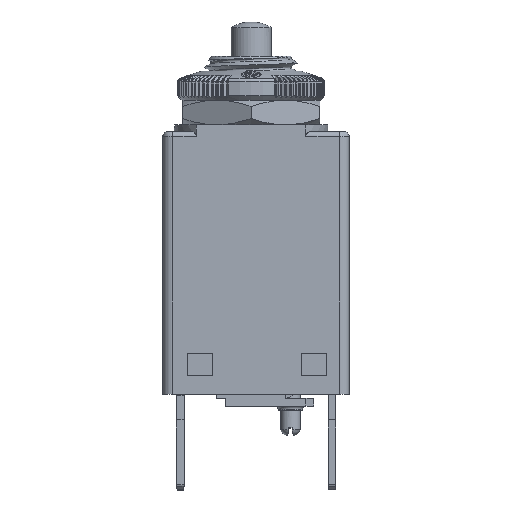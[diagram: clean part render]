
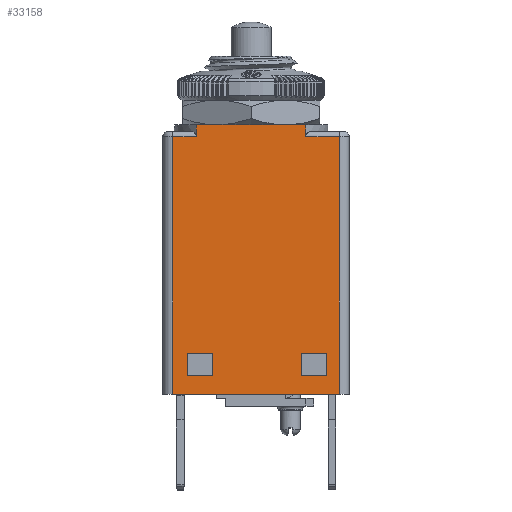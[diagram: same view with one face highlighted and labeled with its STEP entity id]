
A CAD part, top view. The second image highlights one B-rep face of the part: STEP entity #33158.
In plain terms, the highlighted planar face has unit normal (0, 0, 1).
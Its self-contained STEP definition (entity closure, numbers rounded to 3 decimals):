
#10878=DIRECTION('',(1.,0.,0.));
#10879=VECTOR('',#10878,2.5);
#10880=CARTESIAN_POINT('',(-6.45,2.87,5.5));
#10881=LINE('',#10880,#10879);
#10882=DIRECTION('',(0.,1.,0.));
#10883=VECTOR('',#10882,2.3);
#10884=CARTESIAN_POINT('',(-3.95,2.87,5.5));
#10885=LINE('',#10884,#10883);
#10886=DIRECTION('',(-1.,0.,0.));
#10887=VECTOR('',#10886,2.5);
#10888=CARTESIAN_POINT('',(-3.95,5.17,5.5));
#10889=LINE('',#10888,#10887);
#10890=DIRECTION('',(0.,-1.,0.));
#10891=VECTOR('',#10890,2.3);
#10892=CARTESIAN_POINT('',(-6.45,5.17,5.5));
#10893=LINE('',#10892,#10891);
#10894=DIRECTION('',(0.,-1.,0.));
#10895=VECTOR('',#10894,2.3);
#10896=CARTESIAN_POINT('',(5.15,5.17,5.5));
#10897=LINE('',#10896,#10895);
#10898=DIRECTION('',(1.,0.,0.));
#10899=VECTOR('',#10898,2.5);
#10900=CARTESIAN_POINT('',(5.15,2.87,5.5));
#10901=LINE('',#10900,#10899);
#10902=DIRECTION('',(0.,1.,0.));
#10903=VECTOR('',#10902,2.3);
#10904=CARTESIAN_POINT('',(7.65,2.87,5.5));
#10905=LINE('',#10904,#10903);
#10906=DIRECTION('',(-1.,0.,0.));
#10907=VECTOR('',#10906,2.5);
#10908=CARTESIAN_POINT('',(7.65,5.17,5.5));
#10909=LINE('',#10908,#10907);
#10910=DIRECTION('',(-1.,0.,0.));
#10911=VECTOR('',#10910,1.257);
#10912=CARTESIAN_POINT('',(5.587,28.5,5.5));
#10913=LINE('',#10912,#10911);
#10914=DIRECTION('',(-1.,0.,0.));
#10915=VECTOR('',#10914,3.413);
#10916=CARTESIAN_POINT('',(9.,27.3,5.5));
#10917=LINE('',#10916,#10915);
#10918=DIRECTION('',(0.,1.,0.));
#10919=VECTOR('',#10918,26.3);
#10920=CARTESIAN_POINT('',(9.,1.,5.5));
#10921=LINE('',#10920,#10919);
#10922=DIRECTION('',(1.,0.,0.));
#10923=VECTOR('',#10922,17.);
#10924=CARTESIAN_POINT('',(-8.,1.,5.5));
#10925=LINE('',#10924,#10923);
#10926=DIRECTION('',(0.,-1.,0.));
#10927=VECTOR('',#10926,26.3);
#10928=CARTESIAN_POINT('',(-8.,27.3,5.5));
#10929=LINE('',#10928,#10927);
#10930=DIRECTION('',(-1.,0.,0.));
#10931=VECTOR('',#10930,2.413);
#10932=CARTESIAN_POINT('',(-5.587,27.3,5.5));
#10933=LINE('',#10932,#10931);
#10934=DIRECTION('',(-1.,0.,0.));
#10935=VECTOR('',#10934,1.257);
#10936=CARTESIAN_POINT('',(-4.33,28.5,5.5));
#10937=LINE('',#10936,#10935);
#10938=DIRECTION('',(1.,0.,0.));
#10939=VECTOR('',#10938,8.66);
#10940=CARTESIAN_POINT('',(-4.33,28.5,5.5));
#10941=LINE('',#10940,#10939);
#11621=DIRECTION('',(0.,-1.,0.));
#11622=VECTOR('',#11621,1.2);
#11623=CARTESIAN_POINT('',(-5.587,28.5,5.5));
#11624=LINE('',#11623,#11622);
#15173=DIRECTION('',(0.,1.,0.));
#15174=VECTOR('',#15173,1.2);
#15175=CARTESIAN_POINT('',(5.587,27.3,5.5));
#15176=LINE('',#15175,#15174);
#17940=CARTESIAN_POINT('',(-5.587,28.5,5.5));
#17942=VERTEX_POINT('',#17940);
#17943=CARTESIAN_POINT('',(5.587,28.5,5.5));
#17945=VERTEX_POINT('',#17943);
#17999=CARTESIAN_POINT('',(-6.45,2.87,5.5));
#18000=CARTESIAN_POINT('',(-3.95,2.87,5.5));
#18001=VERTEX_POINT('',#17999);
#18002=VERTEX_POINT('',#18000);
#18003=CARTESIAN_POINT('',(-3.95,5.17,5.5));
#18004=VERTEX_POINT('',#18003);
#18005=CARTESIAN_POINT('',(-6.45,5.17,5.5));
#18006=VERTEX_POINT('',#18005);
#18007=CARTESIAN_POINT('',(5.15,5.17,5.5));
#18008=CARTESIAN_POINT('',(5.15,2.87,5.5));
#18009=VERTEX_POINT('',#18007);
#18010=VERTEX_POINT('',#18008);
#18011=CARTESIAN_POINT('',(7.65,2.87,5.5));
#18012=VERTEX_POINT('',#18011);
#18013=CARTESIAN_POINT('',(7.65,5.17,5.5));
#18014=VERTEX_POINT('',#18013);
#18117=CARTESIAN_POINT('',(-8.,1.,5.5));
#18119=VERTEX_POINT('',#18117);
#18122=CARTESIAN_POINT('',(9.,1.,5.5));
#18124=VERTEX_POINT('',#18122);
#18149=CARTESIAN_POINT('',(-8.,27.3,5.5));
#18150=VERTEX_POINT('',#18149);
#18153=CARTESIAN_POINT('',(-5.587,27.3,5.5));
#18154=VERTEX_POINT('',#18153);
#18161=CARTESIAN_POINT('',(9.,27.3,5.5));
#18162=CARTESIAN_POINT('',(5.587,27.3,5.5));
#18163=VERTEX_POINT('',#18161);
#18164=VERTEX_POINT('',#18162);
#20483=CARTESIAN_POINT('',(-4.33,28.5,5.5));
#20484=CARTESIAN_POINT('',(4.33,28.5,5.5));
#20485=VERTEX_POINT('',#20483);
#20486=VERTEX_POINT('',#20484);
#33112=CARTESIAN_POINT('',(0.,1.,5.5));
#33113=DIRECTION('',(0.,0.,1.));
#33114=DIRECTION('',(1.,0.,0.));
#33115=AXIS2_PLACEMENT_3D('',#33112,#33113,#33114);
#33116=PLANE('',#33115);
#33118=ORIENTED_EDGE('',*,*,#33117,.F.);
#33120=ORIENTED_EDGE('',*,*,#33119,.F.);
#33122=ORIENTED_EDGE('',*,*,#33121,.F.);
#33124=ORIENTED_EDGE('',*,*,#33123,.F.);
#33126=ORIENTED_EDGE('',*,*,#33125,.F.);
#33128=ORIENTED_EDGE('',*,*,#33127,.F.);
#33130=ORIENTED_EDGE('',*,*,#33129,.F.);
#33132=ORIENTED_EDGE('',*,*,#33131,.F.);
#33134=ORIENTED_EDGE('',*,*,#33133,.F.);
#33135=ORIENTED_EDGE('',*,*,#33086,.T.);
#33136=EDGE_LOOP('',(#33118,#33120,#33122,#33124,#33126,#33128,#33130,#33132,
#33134,#33135));
#33137=FACE_OUTER_BOUND('',#33136,.F.);
#33139=ORIENTED_EDGE('',*,*,#33138,.T.);
#33141=ORIENTED_EDGE('',*,*,#33140,.T.);
#33143=ORIENTED_EDGE('',*,*,#33142,.T.);
#33145=ORIENTED_EDGE('',*,*,#33144,.T.);
#33146=EDGE_LOOP('',(#33139,#33141,#33143,#33145));
#33147=FACE_BOUND('',#33146,.F.);
#33149=ORIENTED_EDGE('',*,*,#33148,.T.);
#33151=ORIENTED_EDGE('',*,*,#33150,.T.);
#33153=ORIENTED_EDGE('',*,*,#33152,.T.);
#33155=ORIENTED_EDGE('',*,*,#33154,.T.);
#33156=EDGE_LOOP('',(#33149,#33151,#33153,#33155));
#33157=FACE_BOUND('',#33156,.F.);
#33086=EDGE_CURVE('',#20485,#20486,#10941,.T.);
#33117=EDGE_CURVE('',#17945,#20486,#10913,.T.);
#33119=EDGE_CURVE('',#18164,#17945,#15176,.T.);
#33121=EDGE_CURVE('',#18163,#18164,#10917,.T.);
#33123=EDGE_CURVE('',#18124,#18163,#10921,.T.);
#33125=EDGE_CURVE('',#18119,#18124,#10925,.T.);
#33127=EDGE_CURVE('',#18150,#18119,#10929,.T.);
#33129=EDGE_CURVE('',#18154,#18150,#10933,.T.);
#33131=EDGE_CURVE('',#17942,#18154,#11624,.T.);
#33133=EDGE_CURVE('',#20485,#17942,#10937,.T.);
#33138=EDGE_CURVE('',#18009,#18010,#10897,.T.);
#33140=EDGE_CURVE('',#18010,#18012,#10901,.T.);
#33142=EDGE_CURVE('',#18012,#18014,#10905,.T.);
#33144=EDGE_CURVE('',#18014,#18009,#10909,.T.);
#33148=EDGE_CURVE('',#18001,#18002,#10881,.T.);
#33150=EDGE_CURVE('',#18002,#18004,#10885,.T.);
#33152=EDGE_CURVE('',#18004,#18006,#10889,.T.);
#33154=EDGE_CURVE('',#18006,#18001,#10893,.T.);
#33158=ADVANCED_FACE('',(#33137,#33147,#33157),#33116,.T.);
